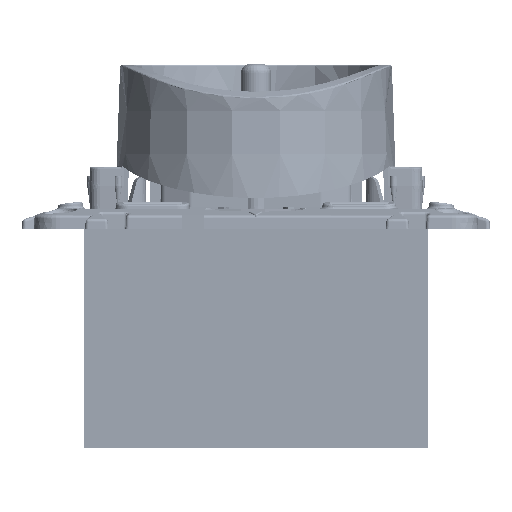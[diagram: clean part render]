
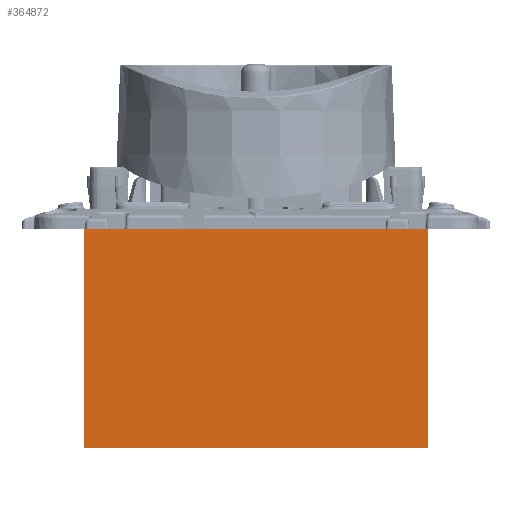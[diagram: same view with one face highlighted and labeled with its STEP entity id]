
A CAD part, front view. The second image highlights one B-rep face of the part: STEP entity #364872.
In plain terms, the highlighted planar face has unit normal (0, -1, 0).
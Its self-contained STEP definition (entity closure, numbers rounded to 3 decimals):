
#364803=AXIS2_PLACEMENT_3D('Plane Axis2P3D',#364800,#364801,#364802) ;
#214963=CARTESIAN_POINT('Vertex',(24.586,-27.5,-7.3)) ;
#215105=CARTESIAN_POINT('Vertex',(-24.586,-27.5,-7.3)) ;
#216032=CARTESIAN_POINT('Vertex',(-9.38,-27.5,-7.3)) ;
#216039=CARTESIAN_POINT('Vertex',(-4.117,-27.5,-7.3)) ;
#216234=CARTESIAN_POINT('Vertex',(21.084,-27.5,-7.3)) ;
#216465=CARTESIAN_POINT('Vertex',(11.916,-27.5,-7.3)) ;
#216526=CARTESIAN_POINT('Vertex',(-11.916,-27.5,-7.3)) ;
#216752=CARTESIAN_POINT('Vertex',(-21.084,-27.5,-7.3)) ;
#220105=CARTESIAN_POINT('Vertex',(22.36,-27.5,-7.3)) ;
#220137=CARTESIAN_POINT('Vertex',(23.341,-27.5,-7.3)) ;
#220465=CARTESIAN_POINT('Vertex',(-22.36,-27.5,-7.3)) ;
#220515=CARTESIAN_POINT('Vertex',(-23.341,-27.5,-7.3)) ;
#220983=CARTESIAN_POINT('Line Origine',(-10.648,-27.5,-7.3)) ;
#220988=CARTESIAN_POINT('Line Origine',(3.9,-27.5,-7.3)) ;
#220993=CARTESIAN_POINT('Line Origine',(21.722,-27.5,-7.3)) ;
#220998=CARTESIAN_POINT('Line Origine',(23.964,-27.5,-7.3)) ;
#221093=CARTESIAN_POINT('Line Origine',(-23.964,-27.5,-7.3)) ;
#221098=CARTESIAN_POINT('Line Origine',(-21.722,-27.5,-7.3)) ;
#364736=CARTESIAN_POINT('Vertex',(-27.5,-27.5,-42.3)) ;
#364739=CARTESIAN_POINT('Line Origine',(-27.5,-27.5,-24.8)) ;
#364743=CARTESIAN_POINT('Vertex',(-27.5,-27.5,-7.3)) ;
#364800=CARTESIAN_POINT('Axis2P3D Location',(27.5,-27.5,-7.3)) ;
#364805=CARTESIAN_POINT('Line Origine',(0.,-27.5,-42.3)) ;
#364809=CARTESIAN_POINT('Vertex',(27.5,-27.5,-42.3)) ;
#364812=CARTESIAN_POINT('Line Origine',(27.5,-27.5,-24.8)) ;
#364816=CARTESIAN_POINT('Vertex',(27.5,-27.5,-7.3)) ;
#364819=CARTESIAN_POINT('Line Origine',(26.043,-27.5,-7.3)) ;
#364824=CARTESIAN_POINT('Line Origine',(22.851,-27.5,-7.3)) ;
#364829=CARTESIAN_POINT('Line Origine',(16.5,-27.5,-7.3)) ;
#364834=CARTESIAN_POINT('Line Origine',(-6.749,-27.5,-7.3)) ;
#364839=CARTESIAN_POINT('Line Origine',(-16.5,-27.5,-7.3)) ;
#364844=CARTESIAN_POINT('Line Origine',(-22.851,-27.5,-7.3)) ;
#364849=CARTESIAN_POINT('Line Origine',(-26.043,-27.5,-7.3)) ;
#220984=DIRECTION('Vector Direction',(-1.,0.,0.)) ;
#220989=DIRECTION('Vector Direction',(-1.,0.,0.)) ;
#220994=DIRECTION('Vector Direction',(-1.,0.,0.)) ;
#220999=DIRECTION('Vector Direction',(-1.,0.,0.)) ;
#221094=DIRECTION('Vector Direction',(-1.,0.,0.)) ;
#221099=DIRECTION('Vector Direction',(-1.,0.,0.)) ;
#364740=DIRECTION('Vector Direction',(0.,0.,-1.)) ;
#364801=DIRECTION('Axis2P3D Direction',(-0.,-1.,-0.)) ;
#364802=DIRECTION('Axis2P3D XDirection',(-1.,0.,0.)) ;
#364806=DIRECTION('Vector Direction',(-1.,0.,0.)) ;
#364813=DIRECTION('Vector Direction',(0.,0.,-1.)) ;
#364820=DIRECTION('Vector Direction',(-1.,0.,0.)) ;
#364825=DIRECTION('Vector Direction',(-1.,0.,0.)) ;
#364830=DIRECTION('Vector Direction',(-1.,0.,0.)) ;
#364835=DIRECTION('Vector Direction',(-1.,0.,0.)) ;
#364840=DIRECTION('Vector Direction',(-1.,0.,0.)) ;
#364845=DIRECTION('Vector Direction',(-1.,0.,0.)) ;
#364850=DIRECTION('Vector Direction',(-1.,0.,0.)) ;
#220985=VECTOR('Line Direction',#220984,1.) ;
#220990=VECTOR('Line Direction',#220989,1.) ;
#220995=VECTOR('Line Direction',#220994,1.) ;
#221000=VECTOR('Line Direction',#220999,1.) ;
#221095=VECTOR('Line Direction',#221094,1.) ;
#221100=VECTOR('Line Direction',#221099,1.) ;
#364741=VECTOR('Line Direction',#364740,1.) ;
#364807=VECTOR('Line Direction',#364806,1.) ;
#364814=VECTOR('Line Direction',#364813,1.) ;
#364821=VECTOR('Line Direction',#364820,1.) ;
#364826=VECTOR('Line Direction',#364825,1.) ;
#364831=VECTOR('Line Direction',#364830,1.) ;
#364836=VECTOR('Line Direction',#364835,1.) ;
#364841=VECTOR('Line Direction',#364840,1.) ;
#364846=VECTOR('Line Direction',#364845,1.) ;
#364851=VECTOR('Line Direction',#364850,1.) ;
#364855=ORIENTED_EDGE('',*,*,#364811,.T.) ;
#364856=ORIENTED_EDGE('',*,*,#364818,.F.) ;
#364857=ORIENTED_EDGE('',*,*,#364823,.F.) ;
#364858=ORIENTED_EDGE('',*,*,#221002,.F.) ;
#364859=ORIENTED_EDGE('',*,*,#364828,.F.) ;
#364860=ORIENTED_EDGE('',*,*,#220997,.F.) ;
#364861=ORIENTED_EDGE('',*,*,#364833,.F.) ;
#364862=ORIENTED_EDGE('',*,*,#220992,.F.) ;
#364863=ORIENTED_EDGE('',*,*,#364838,.F.) ;
#364864=ORIENTED_EDGE('',*,*,#220987,.F.) ;
#364865=ORIENTED_EDGE('',*,*,#364843,.F.) ;
#364866=ORIENTED_EDGE('',*,*,#221102,.F.) ;
#364867=ORIENTED_EDGE('',*,*,#364848,.F.) ;
#364868=ORIENTED_EDGE('',*,*,#221097,.F.) ;
#364869=ORIENTED_EDGE('',*,*,#364853,.F.) ;
#364870=ORIENTED_EDGE('',*,*,#364745,.T.) ;
#364872=ADVANCED_FACE('PartBody',(#364871),#364804,.T.) ;
#220987=EDGE_CURVE('',#216527,#216033,#220986,.F.) ;
#220992=EDGE_CURVE('',#216040,#216466,#220991,.F.) ;
#220997=EDGE_CURVE('',#216235,#220106,#220996,.F.) ;
#221002=EDGE_CURVE('',#220138,#214964,#221001,.F.) ;
#221097=EDGE_CURVE('',#215106,#220516,#221096,.F.) ;
#221102=EDGE_CURVE('',#220466,#216753,#221101,.F.) ;
#364745=EDGE_CURVE('',#364744,#364737,#364742,.T.) ;
#364811=EDGE_CURVE('',#364737,#364810,#364808,.F.) ;
#364818=EDGE_CURVE('',#364817,#364810,#364815,.T.) ;
#364823=EDGE_CURVE('',#214964,#364817,#364822,.F.) ;
#364828=EDGE_CURVE('',#220106,#220138,#364827,.F.) ;
#364833=EDGE_CURVE('',#216466,#216235,#364832,.F.) ;
#364838=EDGE_CURVE('',#216033,#216040,#364837,.F.) ;
#364843=EDGE_CURVE('',#216753,#216527,#364842,.F.) ;
#364848=EDGE_CURVE('',#220516,#220466,#364847,.F.) ;
#364853=EDGE_CURVE('',#364744,#215106,#364852,.F.) ;
#364854=EDGE_LOOP('',(#364855,#364856,#364857,#364858,#364859,#364860,#364861,#364862,#364863,#364864,#364865,#364866,#364867,#364868,#364869,#364870)) ;
#364871=FACE_OUTER_BOUND('',#364854,.T.) ;
#220986=LINE('Line',#220983,#220985) ;
#220991=LINE('Line',#220988,#220990) ;
#220996=LINE('Line',#220993,#220995) ;
#221001=LINE('Line',#220998,#221000) ;
#221096=LINE('Line',#221093,#221095) ;
#221101=LINE('Line',#221098,#221100) ;
#364742=LINE('Line',#364739,#364741) ;
#364808=LINE('Line',#364805,#364807) ;
#364815=LINE('Line',#364812,#364814) ;
#364822=LINE('Line',#364819,#364821) ;
#364827=LINE('Line',#364824,#364826) ;
#364832=LINE('Line',#364829,#364831) ;
#364837=LINE('Line',#364834,#364836) ;
#364842=LINE('Line',#364839,#364841) ;
#364847=LINE('Line',#364844,#364846) ;
#364852=LINE('Line',#364849,#364851) ;
#364804=PLANE('',#364803) ;
#214964=VERTEX_POINT('',#214963) ;
#215106=VERTEX_POINT('',#215105) ;
#216033=VERTEX_POINT('',#216032) ;
#216040=VERTEX_POINT('',#216039) ;
#216235=VERTEX_POINT('',#216234) ;
#216466=VERTEX_POINT('',#216465) ;
#216527=VERTEX_POINT('',#216526) ;
#216753=VERTEX_POINT('',#216752) ;
#220106=VERTEX_POINT('',#220105) ;
#220138=VERTEX_POINT('',#220137) ;
#220466=VERTEX_POINT('',#220465) ;
#220516=VERTEX_POINT('',#220515) ;
#364737=VERTEX_POINT('',#364736) ;
#364744=VERTEX_POINT('',#364743) ;
#364810=VERTEX_POINT('',#364809) ;
#364817=VERTEX_POINT('',#364816) ;
